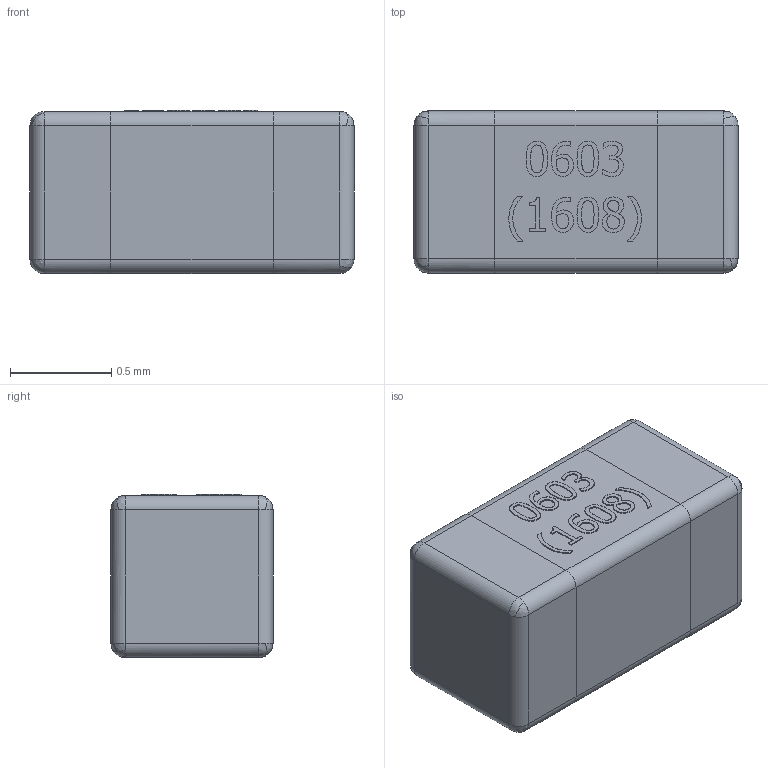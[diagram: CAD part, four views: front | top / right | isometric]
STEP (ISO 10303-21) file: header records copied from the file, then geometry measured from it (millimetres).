
FILE_DESCRIPTION(('FreeCAD Model'),'2;1');
FILE_NAME('Fusion.step','2017-03-11T14:27:06',( 'Author'),(''),'Open CASCADE STEP processor 6.8','FreeCAD','Unknown' );
FILE_SCHEMA(('AUTOMOTIVE_DESIGN_CC2 { 1 2 10303 214 -1 1 5 4 }'));
Length unit declared in the file: millimetre
Products named in the file (2): ASSEMBLY; Fusion
Assembly tree (1 placements, depth 2):
  ASSEMBLY
    Fusion
Bounding box: 1.6 x 0.8 x 0.81 mm (x, y, z)
Volume: 1 mm3; surface area: 6 mm2
Topology: 1 solids, 1 shells, 222 faces, 593 edges, 374 vertices
Faces by surface type: bspline 141, plane 61, cylinder 20
Entity records: 31517 total; most frequent: CARTESIAN_POINT 20848, B_SPLINE_CURVE_WITH_KNOTS 1160, ORIENTED_EDGE 1154, PCURVE 1154, DEFINITIONAL_REPRESENTATION 1154, DIRECTION 801, EDGE_CURVE 577, SURFACE_CURVE 577
